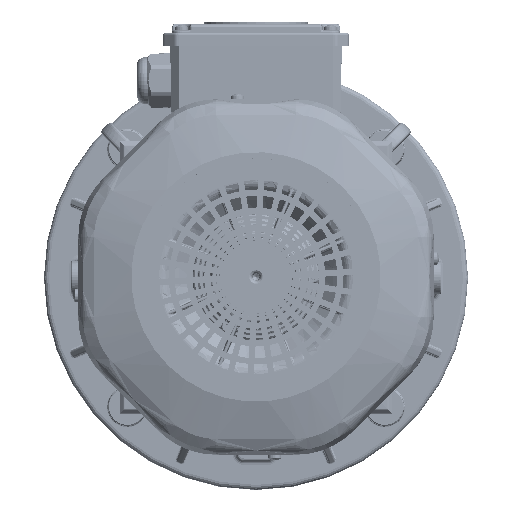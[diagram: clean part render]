
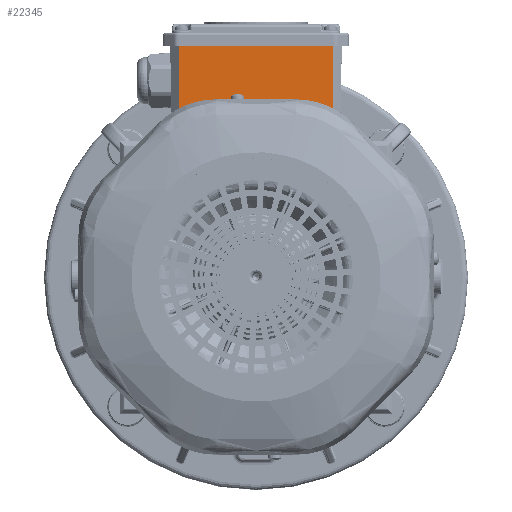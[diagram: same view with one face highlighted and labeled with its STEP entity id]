
A CAD part, top view. The second image highlights one B-rep face of the part: STEP entity #22345.
In plain terms, the highlighted planar face has unit normal (0, -0.018, 1).
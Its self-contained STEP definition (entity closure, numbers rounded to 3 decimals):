
#7903=PLANE('',#146011);
#22345=ADVANCED_FACE('',(#32335),#7903,.T.);
#32335=FACE_OUTER_BOUND('',#40563,.T.);
#40563=EDGE_LOOP('',(#89256,#89257,#89258,#89259));
#46842=LINE('',#310166,#53130);
#46843=LINE('',#310168,#53131);
#46844=LINE('',#310170,#53132);
#46845=LINE('',#310172,#53133);
#53130=VECTOR('',#181394,1.);
#53131=VECTOR('',#181397,1.);
#53132=VECTOR('',#181398,1.);
#53133=VECTOR('',#181399,1.);
#89256=ORIENTED_EDGE('',*,*,#123218,.T.);
#89257=ORIENTED_EDGE('',*,*,#123217,.F.);
#89258=ORIENTED_EDGE('',*,*,#123219,.F.);
#89259=ORIENTED_EDGE('',*,*,#123220,.T.);
#102330=VERTEX_POINT('',#310160);
#102333=VERTEX_POINT('',#310165);
#102334=VERTEX_POINT('',#310169);
#102335=VERTEX_POINT('',#310171);
#123217=EDGE_CURVE('',#102333,#102330,#46842,.T.);
#123218=EDGE_CURVE('',#102334,#102330,#46843,.T.);
#123219=EDGE_CURVE('',#102335,#102333,#46844,.T.);
#123220=EDGE_CURVE('',#102335,#102334,#46845,.T.);
#146011=AXIS2_PLACEMENT_3D('',#310173,#181400,#181401);
#181394=DIRECTION('',(-0.007,1.,0.017));
#181397=DIRECTION('',(-1.,0.,0.));
#181398=DIRECTION('',(-1.,0.,0.));
#181399=DIRECTION('',(0.007,1.,0.017));
#181400=DIRECTION('',(0.,-0.017,1.));
#181401=DIRECTION('',(0.,1.,0.017));
#310160=CARTESIAN_POINT('',(-45.457,126.177,97.689));
#310165=CARTESIAN_POINT('',(-45.172,86.677,97.));
#310166=CARTESIAN_POINT('',(-45.172,86.677,97.));
#310168=CARTESIAN_POINT('',(45.172,126.177,97.689));
#310169=CARTESIAN_POINT('',(45.457,126.177,97.689));
#310170=CARTESIAN_POINT('',(45.172,86.677,97.));
#310171=CARTESIAN_POINT('',(45.172,86.677,97.));
#310172=CARTESIAN_POINT('',(45.172,86.677,97.));
#310173=CARTESIAN_POINT('',(45.172,86.677,97.));
